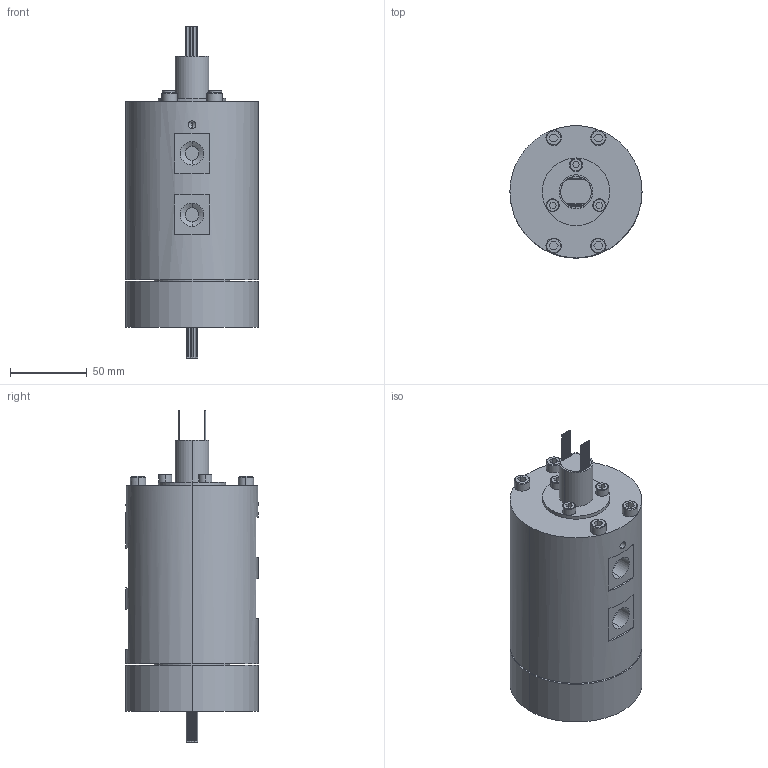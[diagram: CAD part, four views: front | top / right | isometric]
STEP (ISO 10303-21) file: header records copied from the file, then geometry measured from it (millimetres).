
FILE_DESCRIPTION (( 'STEP AP203' ), '1' );
FILE_NAME ('RKD43S-S18.STEP', '2020-11-21T05:34:00', ( '微软用户' ), ( '微软中国' ), 'SwSTEP 2.0', 'SolidWorks 2014', '' );
FILE_SCHEMA (( 'CONFIG_CONTROL_DESIGN' ));
Length unit declared in the file: millimetre
Products named in the file (1): RKD43S-S18
Bounding box: 86 x 86 x 216.2 mm (x, y, z)
Volume: 844154.7 mm3; surface area: 71314.2 mm2
Topology: 1 solids, 2 shells, 317 faces, 686 edges, 432 vertices
Faces by surface type: cylinder 148, plane 127, cone 42
Entity records: 9033 total; most frequent: CARTESIAN_POINT 1824, DIRECTION 1612, ORIENTED_EDGE 1348, EDGE_CURVE 674, AXIS2_PLACEMENT_3D 636, VERTEX_POINT 432, EDGE_LOOP 388, VECTOR 340
